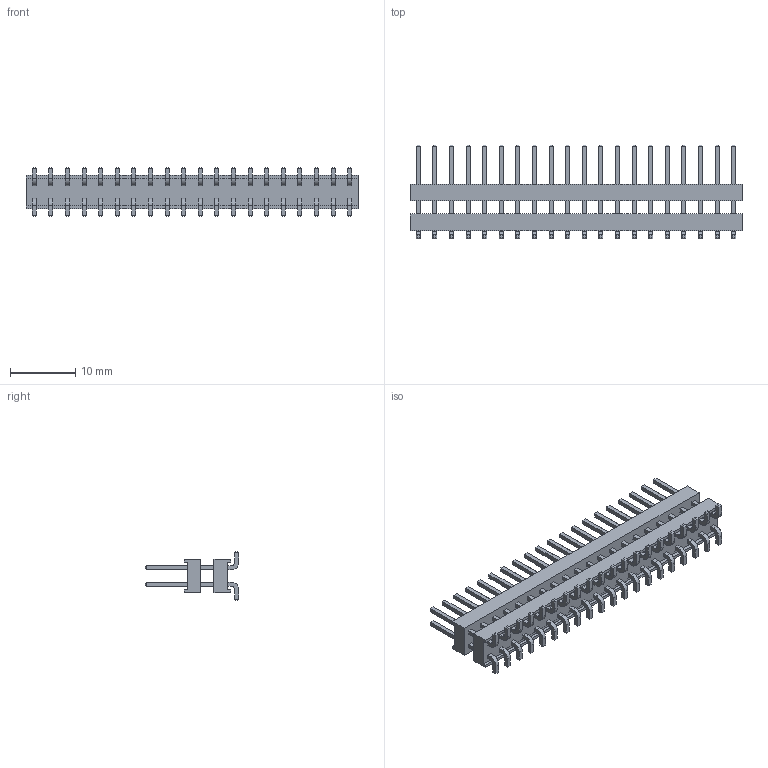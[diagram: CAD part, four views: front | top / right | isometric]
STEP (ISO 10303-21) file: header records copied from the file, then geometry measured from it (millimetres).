
FILE_DESCRIPTION(/* description */ ('STEP AP214'),/* implementation_level */ '2;1');
FILE_NAME(/* name */ 'HW-20-15-F-D-330-SM',/* time_stamp */ '2022-08-27T23:09:58+02:00',/* author */ ('License CC BY-ND 4.0'),/* organization */ ('CADENAS'),/* preprocessor_version */ 'ST-DEVELOPER v18.102',/* originating_system */ 'PARTsolutions',/* authorisation */ ' ');
FILE_SCHEMA (('AUTOMOTIVE_DESIGN {1 0 10303 214 3 1 1}'));
Length unit declared in the file: inch
Products named in the file (4): HW-20-15-F-D-330-SM; _TBHW-20-15-F-D-330-SM; _BBHW-20-15-F-D-330-SM; _PHW-20-15-F-D-330-SM
Assembly tree (3 placements, depth 2):
  HW-20-15-F-D-330-SM
    _TBHW-20-15-F-D-330-SM
    _BBHW-20-15-F-D-330-SM
    _PHW-20-15-F-D-330-SM
Bounding box: 50.8 x 14.35 x 7.49 mm (x, y, z)
Volume: 1325.9 mm3; surface area: 4008.4 mm2
Topology: 3 solids, 3 shells, 1222 faces, 3100 edges, 1960 vertices
Faces by surface type: plane 1142, cylinder 80
Entity records: 36149 total; most frequent: CARTESIAN_POINT 6286, ORIENTED_EDGE 6200, DIRECTION 5712, EDGE_CURVE 3100, LINE 2940, VECTOR 2940, VERTEX_POINT 1960, EDGE_LOOP 1458
